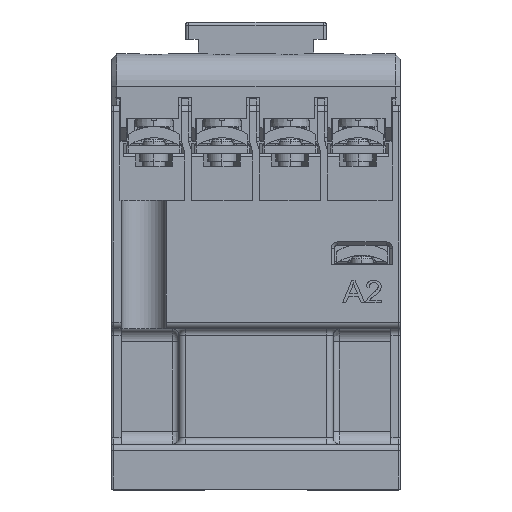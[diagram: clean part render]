
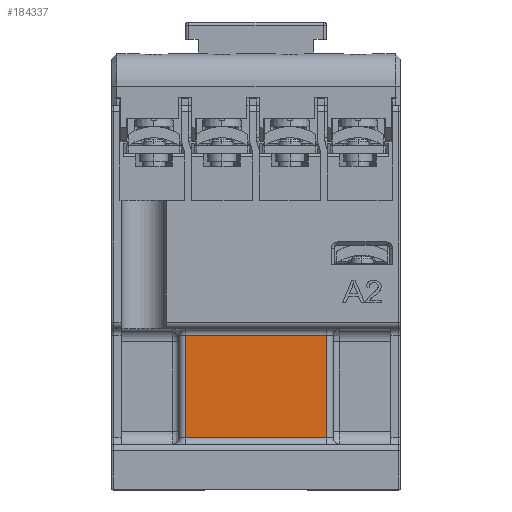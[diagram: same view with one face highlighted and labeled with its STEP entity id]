
A CAD part, top view. The second image highlights one B-rep face of the part: STEP entity #184337.
In plain terms, the highlighted planar face has unit normal (0, 0, 1).
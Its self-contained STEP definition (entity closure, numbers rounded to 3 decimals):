
#65857=DIRECTION('',(1.,0.,0.));
#65858=VECTOR('',#65857,22.);
#65859=CARTESIAN_POINT('',(-11.,-27.,27.5));
#65860=LINE('',#65859,#65858);
#65861=DIRECTION('',(0.,-1.,0.));
#65862=VECTOR('',#65861,16.);
#65863=CARTESIAN_POINT('',(-11.,-11.,27.5));
#65864=LINE('',#65863,#65862);
#65865=DIRECTION('',(-1.,0.,0.));
#65866=VECTOR('',#65865,22.);
#65867=CARTESIAN_POINT('',(11.,-11.,27.5));
#65868=LINE('',#65867,#65866);
#65869=DIRECTION('',(0.,1.,0.));
#65870=VECTOR('',#65869,16.);
#65871=CARTESIAN_POINT('',(11.,-27.,27.5));
#65872=LINE('',#65871,#65870);
#84545=CARTESIAN_POINT('',(-11.,-27.,27.5));
#84546=VERTEX_POINT('',#84545);
#84549=CARTESIAN_POINT('',(11.,-27.,27.5));
#84550=VERTEX_POINT('',#84549);
#84577=CARTESIAN_POINT('',(11.,-11.,27.5));
#84578=VERTEX_POINT('',#84577);
#84581=CARTESIAN_POINT('',(-11.,-11.,27.5));
#84582=VERTEX_POINT('',#84581);
#184325=CARTESIAN_POINT('',(22.5,-28.,27.5));
#184326=DIRECTION('',(0.,0.,-1.));
#184327=DIRECTION('',(0.,1.,0.));
#184328=AXIS2_PLACEMENT_3D('',#184325,#184326,#184327);
#184329=PLANE('',#184328);
#184330=ORIENTED_EDGE('',*,*,#184039,.F.);
#184332=ORIENTED_EDGE('',*,*,#184331,.F.);
#184333=ORIENTED_EDGE('',*,*,#184197,.F.);
#184334=ORIENTED_EDGE('',*,*,#184318,.F.);
#184335=EDGE_LOOP('',(#184330,#184332,#184333,#184334));
#184336=FACE_OUTER_BOUND('',#184335,.F.);
#184337=ADVANCED_FACE('',(#184336),#184329,.F.);
#184039=EDGE_CURVE('',#84546,#84550,#65860,.T.);
#184197=EDGE_CURVE('',#84578,#84582,#65868,.T.);
#184318=EDGE_CURVE('',#84550,#84578,#65872,.T.);
#184331=EDGE_CURVE('',#84582,#84546,#65864,.T.);
